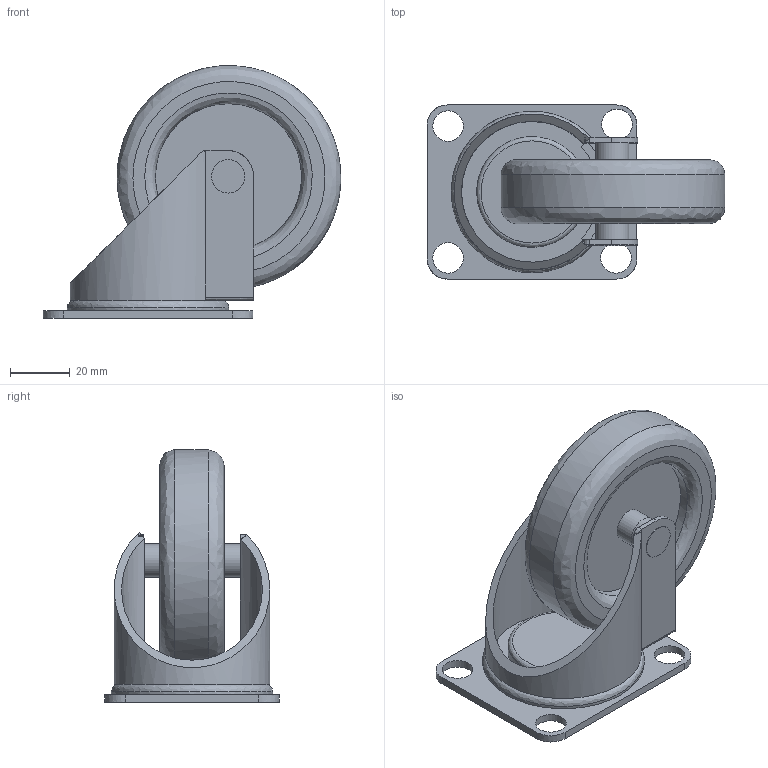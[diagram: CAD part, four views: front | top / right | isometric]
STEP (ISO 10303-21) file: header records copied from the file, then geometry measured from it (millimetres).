
FILE_DESCRIPTION(/* description */ (''),/* implementation_level */ '2;1');
FILE_NAME(/* name */ 'tyre v1.step',/* time_stamp */ '2021-08-22T03:05:32+09:00',/* author */ (''),/* organization */ (''),/* preprocessor_version */ 'ST-DEVELOPER v18.1',/* originating_system */ 'Autodesk Translation Framework v10.9.0.1377',/* authorisation */ '');
FILE_SCHEMA (('AUTOMOTIVE_DESIGN { 1 0 10303 214 3 1 1 }'));
Length unit declared in the file: millimetre
Products named in the file (5): tyre; 車軸; タイヤ; 回転体; 土台
Assembly tree (4 placements, depth 2):
  tyre
    車軸
    タイヤ
    回転体
    土台
Bounding box: 99.33 x 58.1 x 84.34 mm (x, y, z)
Volume: 102825.5 mm3; surface area: 36209.5 mm2
Topology: 4 solids, 4 shells, 79 faces, 193 edges, 126 vertices
Faces by surface type: plane 39, bspline 23, cylinder 17
Full cylindrical faces by diameter (mm): 10.2 x4, 11 x2, 11.126 x3, 36.9 x1, 48.8 x2, 53.9 x1, 74.7 x1
Entity records: 4191 total; most frequent: CARTESIAN_POINT 2397, ORIENTED_EDGE 386, DIRECTION 252, EDGE_CURVE 193, VERTEX_POINT 126, B_SPLINE_CURVE_WITH_KNOTS 99, EDGE_LOOP 97, AXIS2_PLACEMENT_3D 93
